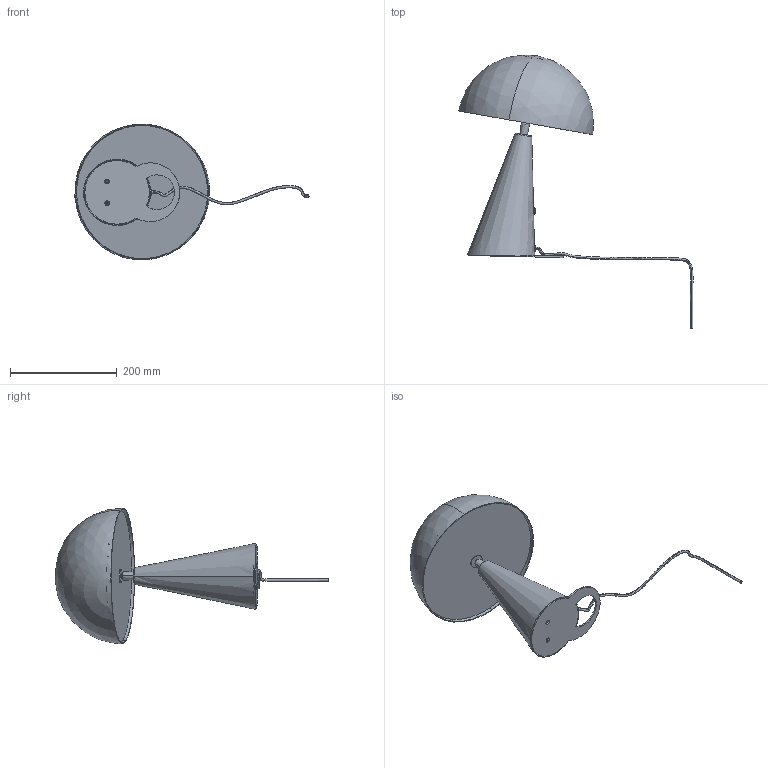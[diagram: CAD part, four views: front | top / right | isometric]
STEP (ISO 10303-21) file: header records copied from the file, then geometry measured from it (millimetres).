
FILE_DESCRIPTION (( 'STEP AP203' ), '1' );
FILE_NAME ('05201 IMPERFETTO 250 r2.STEP', '2022-07-26T10:29:45', ( '' ), ( '' ), 'SwSTEP 2.0', 'SolidWorks 2020', '' );
FILE_SCHEMA (( 'CONFIG_CONTROL_DESIGN' ));
Length unit declared in the file: millimetre
Products named in the file (13): cono piccolo r5_base zavorra; NIPLO 5016-3; SMNT3530000CR; base r3_semplificata x esportazione; cono piccolo r5_cono foro approvato; semisfera 255 alu; EPFA103; MMNT413; corpo snodo; testa piccola LED r1_semplificata x render; cavo elettrico; 05201 IMPERFETTO 250 r2; snodo imperfetto
Assembly tree (13 placements, depth 4):
  05201 IMPERFETTO 250 r2
    base r3_semplificata x esportazione
      cono piccolo r5_cono foro approvato
      cono piccolo r5_base zavorra
      NIPLO 5016-3  x2
      cavo elettrico
      SMNT3530000CR
    testa piccola LED r1_semplificata x render
      EPFA103
      MMNT413
      snodo imperfetto
        corpo snodo
      semisfera 255 alu
Bounding box: 437.73 x 512.35 x 253.24 mm (x, y, z)
Volume: 410423.3 mm3; surface area: 462382.7 mm2
Topology: 10 solids, 11 shells, 133 faces, 319 edges, 203 vertices
Faces by surface type: cylinder 52, plane 33, cone 18, torus 12, bspline 10, sphere 8
Entity records: 8059 total; most frequent: CARTESIAN_POINT 3871, DIRECTION 630, ORIENTED_EDGE 560, EDGE_CURVE 280, AXIS2_PLACEMENT_3D 277, VERTEX_POINT 180, CIRCLE 148, EDGE_LOOP 140
